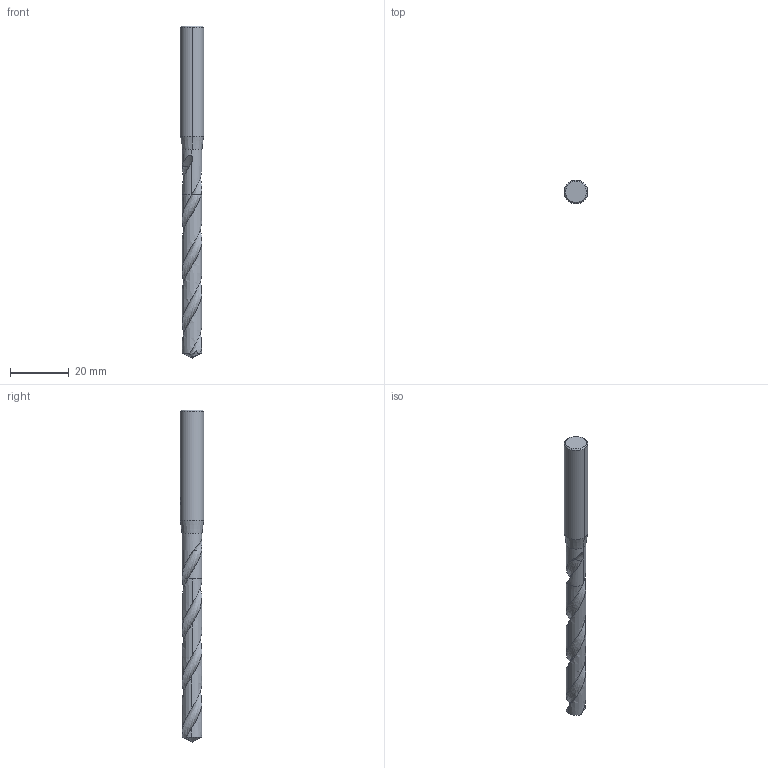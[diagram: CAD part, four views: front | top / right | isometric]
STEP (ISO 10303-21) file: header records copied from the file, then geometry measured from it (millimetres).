
FILE_DESCRIPTION(('no description'),'unknown implementation level');
FILE_NAME('solidukZ7uRmB1sNETQRLMWS4HyfCnPM_1.STP',' ',('CIM GmbH Aachen'),('CADClick - KiM GmbH - www.kimweb.de'),'unknown preprocess','ACIS','unknown authorization');
FILE_SCHEMA(('automotive_design'));
Length unit declared in the file: millimetre
Products named in the file (2): 1; 2
Bounding box: 8 x 8 x 113 mm (x, y, z)
Volume: 3982.5 mm3; surface area: 2765.6 mm2
Topology: 2 solids, 2 shells, 58 faces, 157 edges, 99 vertices
Faces by surface type: cone 20, plane 18, cylinder 14, bspline 4, revolution 2
Entity records: 10579 total; most frequent: CARTESIAN_POINT 7501, STYLED_ITEM 312, PRESENTATION_STYLE_ASSIGNMENT 312, COLOUR_RGB 312, ORIENTED_EDGE 306, DIRECTION 225, EDGE_CURVE 153, CURVE_STYLE 153
